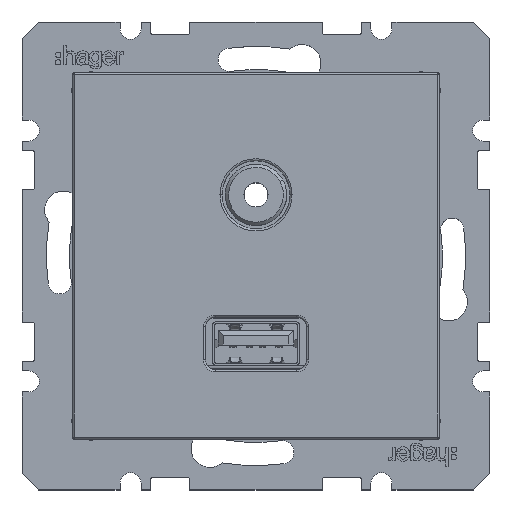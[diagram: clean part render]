
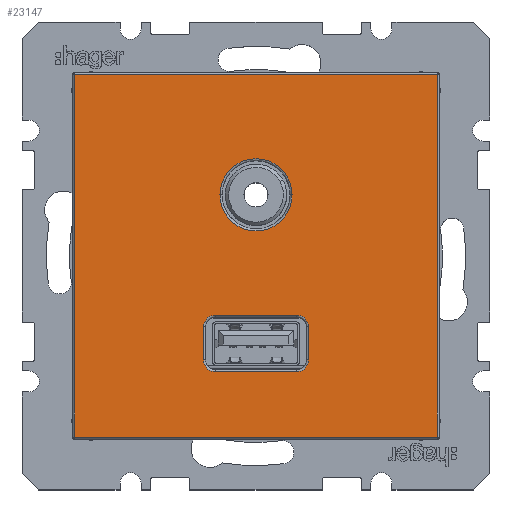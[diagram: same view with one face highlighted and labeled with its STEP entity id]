
A CAD part, top view. The second image highlights one B-rep face of the part: STEP entity #23147.
In plain terms, the highlighted face is planar.
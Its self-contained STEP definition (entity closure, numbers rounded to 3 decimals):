
#249=DIRECTION('',(1.,0.,0.));
#250=VECTOR('',#249,54.881);
#251=CARTESIAN_POINT('',(-27.44,6.2,27.44));
#252=LINE('4825',#251,#250);
#257=DIRECTION('',(0.,0.,1.));
#258=VECTOR('',#257,54.881);
#259=CARTESIAN_POINT('',(-27.44,6.2,-27.44));
#260=LINE('4829',#259,#258);
#264=DIRECTION('',(-1.,0.,0.));
#265=VECTOR('',#264,54.881);
#266=CARTESIAN_POINT('',(27.44,6.2,-27.44));
#267=LINE('4835',#266,#265);
#271=DIRECTION('',(0.,0.,-1.));
#272=VECTOR('',#271,54.881);
#273=CARTESIAN_POINT('',(27.44,6.2,27.44));
#274=LINE('4840',#273,#272);
#278=CARTESIAN_POINT('',(0.,6.2,-9.25));
#279=DIRECTION('',(0.,-1.,0.));
#280=DIRECTION('',(1.,0.,0.));
#281=AXIS2_PLACEMENT_3D('',#278,#279,#280);
#286=CARTESIAN_POINT('',(0.,6.2,-9.25));
#287=DIRECTION('',(0.,-1.,0.));
#288=DIRECTION('',(-1.,0.,0.));
#289=AXIS2_PLACEMENT_3D('',#286,#287,#288);
#294=DIRECTION('',(0.,0.,-1.));
#295=VECTOR('',#294,5.);
#296=CARTESIAN_POINT('',(-7.945,6.2,15.77));
#297=LINE('21872',#296,#295);
#301=CARTESIAN_POINT('',(-6.15,6.2,15.77));
#302=DIRECTION('',(0.,-1.,0.));
#303=DIRECTION('',(0.,0.,1.));
#304=AXIS2_PLACEMENT_3D('',#301,#302,#303);
#309=DIRECTION('',(-1.,0.,0.));
#310=VECTOR('',#309,12.3);
#311=CARTESIAN_POINT('',(6.15,6.2,17.565));
#312=LINE('21884',#311,#310);
#316=CARTESIAN_POINT('',(6.15,6.2,15.77));
#317=DIRECTION('',(0.,-1.,0.));
#318=DIRECTION('',(1.,0.,0.));
#319=AXIS2_PLACEMENT_3D('',#316,#317,#318);
#324=DIRECTION('',(0.,0.,1.));
#325=VECTOR('',#324,5.);
#326=CARTESIAN_POINT('',(7.945,6.2,10.77));
#327=LINE('21880',#326,#325);
#331=CARTESIAN_POINT('',(6.15,6.2,10.77));
#332=DIRECTION('',(0.,-1.,0.));
#333=DIRECTION('',(0.,0.,-1.));
#334=AXIS2_PLACEMENT_3D('',#331,#332,#333);
#339=DIRECTION('',(1.,0.,0.));
#340=VECTOR('',#339,12.3);
#341=CARTESIAN_POINT('',(-6.15,6.2,8.975));
#342=LINE('21876',#341,#340);
#346=CARTESIAN_POINT('',(-6.15,6.2,10.77));
#347=DIRECTION('',(0.,-1.,0.));
#348=DIRECTION('',(-1.,0.,0.));
#349=AXIS2_PLACEMENT_3D('',#346,#347,#348);
#20442=CARTESIAN_POINT('',(-27.44,6.2,27.44));
#20443=CARTESIAN_POINT('',(27.44,6.2,27.44));
#20444=VERTEX_POINT('',#20442);
#20445=VERTEX_POINT('',#20443);
#20452=CARTESIAN_POINT('',(-27.44,6.2,-27.44));
#20453=VERTEX_POINT('',#20452);
#20464=CARTESIAN_POINT('',(27.44,6.2,-27.44));
#20465=VERTEX_POINT('',#20464);
#22874=CARTESIAN_POINT('',(5.468,6.2,-9.25));
#22875=CARTESIAN_POINT('',(-5.468,6.2,-9.25));
#22876=VERTEX_POINT('',#22874);
#22877=VERTEX_POINT('',#22875);
#22910=CARTESIAN_POINT('',(-7.945,6.2,15.77));
#22911=CARTESIAN_POINT('',(-7.945,6.2,10.77));
#22912=VERTEX_POINT('',#22910);
#22913=VERTEX_POINT('',#22911);
#22918=CARTESIAN_POINT('',(-6.15,6.2,8.975));
#22919=VERTEX_POINT('',#22918);
#22922=CARTESIAN_POINT('',(6.15,6.2,8.975));
#22923=VERTEX_POINT('',#22922);
#22926=CARTESIAN_POINT('',(7.945,6.2,10.77));
#22927=VERTEX_POINT('',#22926);
#22930=CARTESIAN_POINT('',(7.945,6.2,15.77));
#22931=VERTEX_POINT('',#22930);
#22934=CARTESIAN_POINT('',(6.15,6.2,17.565));
#22935=VERTEX_POINT('',#22934);
#22938=CARTESIAN_POINT('',(-6.15,6.2,17.565));
#22939=VERTEX_POINT('',#22938);
#23108=CARTESIAN_POINT('',(0.,6.2,0.));
#23109=DIRECTION('',(0.,1.,0.));
#23110=DIRECTION('',(0.,0.,-1.));
#23111=AXIS2_PLACEMENT_3D('',#23108,#23109,#23110);
#23112=PLANE('1910',#23111);
#23114=ORIENTED_EDGE('4825',*,*,#23113,.F.);
#23116=ORIENTED_EDGE('4829',*,*,#23115,.F.);
#23118=ORIENTED_EDGE('4835',*,*,#23117,.F.);
#23120=ORIENTED_EDGE('4840',*,*,#23119,.F.);
#23121=EDGE_LOOP('1910',(#23114,#23116,#23118,#23120));
#23122=FACE_OUTER_BOUND('1910',#23121,.F.);
#23124=ORIENTED_EDGE('21530',*,*,#23123,.F.);
#23126=ORIENTED_EDGE('21532',*,*,#23125,.F.);
#23127=EDGE_LOOP('1910',(#23124,#23126));
#23128=FACE_BOUND('1910',#23127,.F.);
#23130=ORIENTED_EDGE('21872',*,*,#23129,.F.);
#23132=ORIENTED_EDGE('21886',*,*,#23131,.F.);
#23134=ORIENTED_EDGE('21884',*,*,#23133,.F.);
#23136=ORIENTED_EDGE('21882',*,*,#23135,.F.);
#23138=ORIENTED_EDGE('21880',*,*,#23137,.F.);
#23140=ORIENTED_EDGE('21878',*,*,#23139,.F.);
#23142=ORIENTED_EDGE('21876',*,*,#23141,.F.);
#23144=ORIENTED_EDGE('21874',*,*,#23143,.F.);
#23145=EDGE_LOOP('1910',(#23130,#23132,#23134,#23136,#23138,#23140,#23142,
#23144));
#23146=FACE_BOUND('1910',#23145,.F.);
#23147=ADVANCED_FACE('1910',(#23122,#23128,#23146),#23112,.T.);
#282=CIRCLE('21530',#281,5.468);
#290=CIRCLE('21532',#289,5.468);
#305=CIRCLE('21886',#304,1.795);
#320=CIRCLE('21882',#319,1.795);
#335=CIRCLE('21878',#334,1.795);
#350=CIRCLE('21874',#349,1.795);
#23113=EDGE_CURVE('4825',#20444,#20445,#252,.T.);
#23115=EDGE_CURVE('4829',#20453,#20444,#260,.T.);
#23117=EDGE_CURVE('4835',#20465,#20453,#267,.T.);
#23119=EDGE_CURVE('4840',#20445,#20465,#274,.T.);
#23123=EDGE_CURVE('21530',#22876,#22877,#282,.T.);
#23125=EDGE_CURVE('21532',#22877,#22876,#290,.T.);
#23129=EDGE_CURVE('21872',#22912,#22913,#297,.T.);
#23131=EDGE_CURVE('21886',#22939,#22912,#305,.T.);
#23133=EDGE_CURVE('21884',#22935,#22939,#312,.T.);
#23135=EDGE_CURVE('21882',#22931,#22935,#320,.T.);
#23137=EDGE_CURVE('21880',#22927,#22931,#327,.T.);
#23139=EDGE_CURVE('21878',#22923,#22927,#335,.T.);
#23141=EDGE_CURVE('21876',#22919,#22923,#342,.T.);
#23143=EDGE_CURVE('21874',#22913,#22919,#350,.T.);
